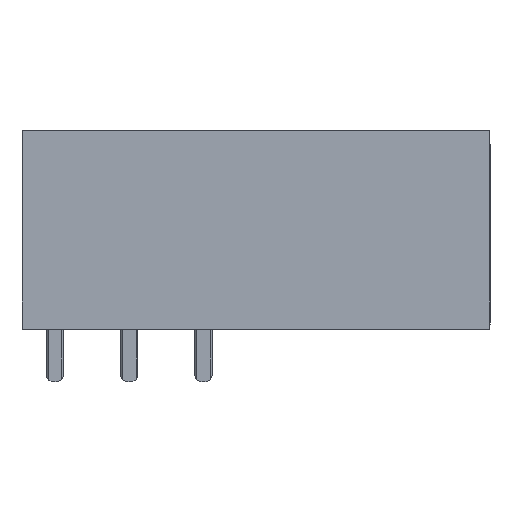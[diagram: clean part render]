
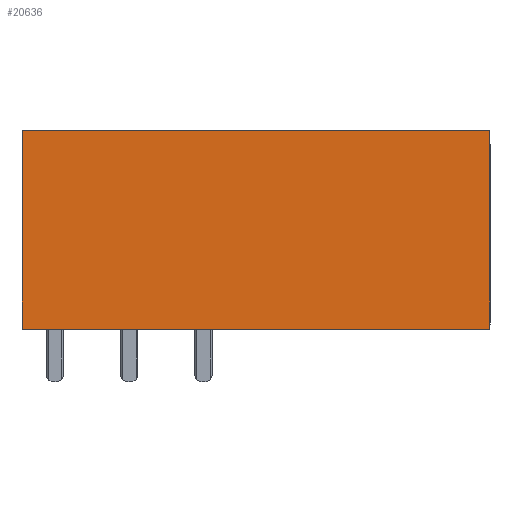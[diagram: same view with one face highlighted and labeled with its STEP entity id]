
A CAD part, left-side view. The second image highlights one B-rep face of the part: STEP entity #20636.
In plain terms, the highlighted planar face has unit normal (-1, 0, 0).
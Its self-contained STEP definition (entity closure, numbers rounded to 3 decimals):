
#20628=AXIS2_PLACEMENT_3D('Plane Axis2P3D',#20625,#20626,#20627) ;
#872=CARTESIAN_POINT('Vertex',(0.,0.,17.2)) ;
#875=CARTESIAN_POINT('Line Origine',(0.,0.,10.4)) ;
#879=CARTESIAN_POINT('Vertex',(0.,0.,3.6)) ;
#10618=CARTESIAN_POINT('Vertex',(0.,32.,3.6)) ;
#10621=CARTESIAN_POINT('Line Origine',(0.,32.,10.4)) ;
#10625=CARTESIAN_POINT('Vertex',(0.,32.,17.2)) ;
#18635=CARTESIAN_POINT('Line Origine',(0.,16.,3.6)) ;
#20321=CARTESIAN_POINT('Line Origine',(0.,16.,17.2)) ;
#20625=CARTESIAN_POINT('Axis2P3D Location',(0.,0.,0.)) ;
#876=DIRECTION('Vector Direction',(0.,0.,-1.)) ;
#10622=DIRECTION('Vector Direction',(0.,0.,1.)) ;
#18636=DIRECTION('Vector Direction',(0.,1.,0.)) ;
#20322=DIRECTION('Vector Direction',(0.,-1.,0.)) ;
#20626=DIRECTION('Axis2P3D Direction',(-1.,0.,0.)) ;
#20627=DIRECTION('Axis2P3D XDirection',(0.,0.,1.)) ;
#877=VECTOR('Line Direction',#876,1.) ;
#10623=VECTOR('Line Direction',#10622,1.) ;
#18637=VECTOR('Line Direction',#18636,1.) ;
#20323=VECTOR('Line Direction',#20322,1.) ;
#20631=ORIENTED_EDGE('',*,*,#881,.T.) ;
#20632=ORIENTED_EDGE('',*,*,#20325,.T.) ;
#20633=ORIENTED_EDGE('',*,*,#10627,.T.) ;
#20634=ORIENTED_EDGE('',*,*,#18639,.T.) ;
#20636=ADVANCED_FACE('Housing',(#20635),#20629,.T.) ;
#881=EDGE_CURVE('',#880,#873,#878,.F.) ;
#10627=EDGE_CURVE('',#10626,#10619,#10624,.F.) ;
#18639=EDGE_CURVE('',#10619,#880,#18638,.F.) ;
#20325=EDGE_CURVE('',#873,#10626,#20324,.F.) ;
#20630=EDGE_LOOP('',(#20631,#20632,#20633,#20634)) ;
#20635=FACE_OUTER_BOUND('',#20630,.T.) ;
#878=LINE('Line',#875,#877) ;
#10624=LINE('Line',#10621,#10623) ;
#18638=LINE('Line',#18635,#18637) ;
#20324=LINE('Line',#20321,#20323) ;
#20629=PLANE('',#20628) ;
#873=VERTEX_POINT('',#872) ;
#880=VERTEX_POINT('',#879) ;
#10619=VERTEX_POINT('',#10618) ;
#10626=VERTEX_POINT('',#10625) ;
